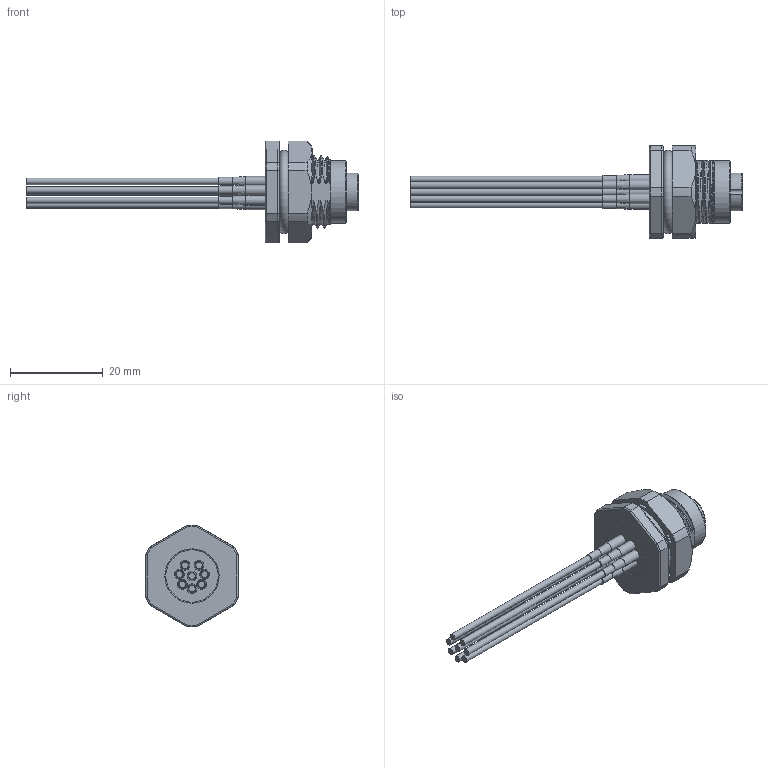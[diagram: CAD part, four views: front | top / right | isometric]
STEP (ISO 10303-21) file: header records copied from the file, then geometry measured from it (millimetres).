
FILE_DESCRIPTION(/* description */ ('Unknown'),/* implementation_level */ '2;1');
FILE_NAME(/* name */ '643421100408',/* time_stamp */ '2022-12-19T14:52:54+01:00',/* author */ ('Unknown'),/* organization */ ('Unknown'),/* preprocessor_version */ 'ST-DEVELOPER v18.102',/* originating_system */ 'Solid Edge',/* authorisation */ 'Unknown');
FILE_SCHEMA (('AUTOMOTIVE_DESIGN {1 0 10303 214 3 1 1}'));
Length unit declared in the file: millimetre
Products named in the file (17): 6434211004xx; 643421100408; 6434x11004xx_Seal_inner; 6434211004xx_Housing; 643421100408_Pin; 6434211004xx_Resin; 6434x11004xx_Seal_outer; 643xx01004xx_Nut; 6434211004xx_Shrink tube; Wire 24AWG Blue; Wire 24AWG White; Wire 24AWG Brown; Wire 24AWG Green; Wire 24AWG Yellow; Wire 24AWG Pink; Wire 24AWG Grey; Wire 24AWG Red
Assembly tree (30 placements, depth 2):
  6434211004xx
    643421100408
    6434x11004xx_Seal_inner
    6434211004xx_Housing
    643421100408_Pin  x8
    6434211004xx_Resin
    6434x11004xx_Seal_outer
    643xx01004xx_Nut
    6434211004xx_Shrink tube  x8
    Wire 24AWG Blue
    Wire 24AWG White
    Wire 24AWG Brown
    Wire 24AWG Green
    Wire 24AWG Yellow
    Wire 24AWG Pink
    Wire 24AWG Grey
    Wire 24AWG Red
Bounding box: 71.65 x 20 x 22 mm (x, y, z)
Volume: 4669.8 mm3; surface area: 8999.6 mm2
Topology: 30 solids, 30 shells, 955 faces, 2358 edges, 1536 vertices
Faces by surface type: plane 485, cylinder 309, cone 95, torus 34, bspline 32
Full cylindrical faces by diameter (mm): 0.61 x8, 0.8 x16, 1.19 x8, 1.2 x8, 1.245 x8, 1.3 x8, 1.4 x40, 1.42 x8, 1.53 x32, 1.6 x16, 1.64 x8, 1.68 x8, 1.8 x8, 2.1 x8, 8.2 x1, 8.74 x4, 9.14 x2, 10.58 x1, 10.6 x1, 12 x7, 13.5 x1, 16 x3
Entity records: 23474 total; most frequent: CARTESIAN_POINT 10344, ORIENTED_EDGE 2480, DIRECTION 2463, EDGE_CURVE 1240, VERTEX_POINT 870, AXIS2_PLACEMENT_3D 843, LINE 777, VECTOR 777
